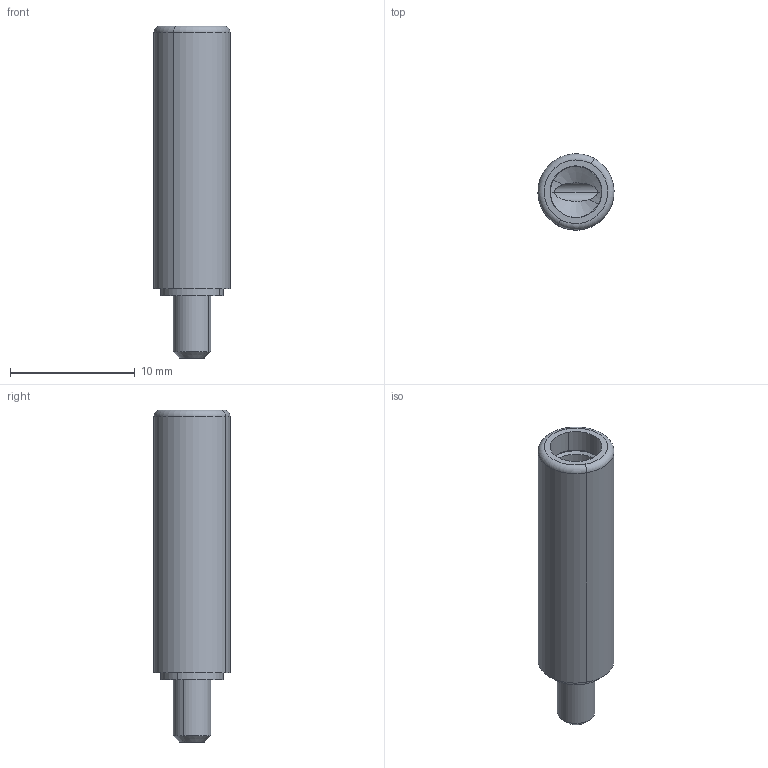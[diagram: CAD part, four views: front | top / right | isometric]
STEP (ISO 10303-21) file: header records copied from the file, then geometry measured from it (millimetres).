
FILE_DESCRIPTION(('CATIA V5 STEP Exchange','CAx-IF Rec.Pracs.--- Model Styling and Organization---1.4--- 2014-01-23'),'2;1');
FILE_NAME ('005508-2_1', '2021-08-09T06:53:53+00:00', ('none'), ('Weidmueller'), 'CATIA Version 5-6 Release 2016 SP3 HF44', 'CATIA V5 STEP AP214', 'none');
FILE_SCHEMA(('AUTOMOTIVE_DESIGN { 1 0 10303 214 1 1 1 1 }'));
Length unit declared in the file: millimetre
Products named in the file (1): 1071030000
Bounding box: 6.1 x 6.1 x 26.6 mm (x, y, z)
Volume: 473.7 mm3; surface area: 1322.5 mm2
Topology: 2 solids, 2 shells, 224 faces, 519 edges, 300 vertices
Faces by surface type: plane 198, cylinder 16, cone 8, torus 2
Entity records: 5474 total; most frequent: ORIENTED_EDGE 1038, CARTESIAN_POINT 1000, DIRECTION 683, EDGE_CURVE 519, VECTOR 345, LINE 345, VERTEX_POINT 300, AXIS2_PLACEMENT_3D 253
